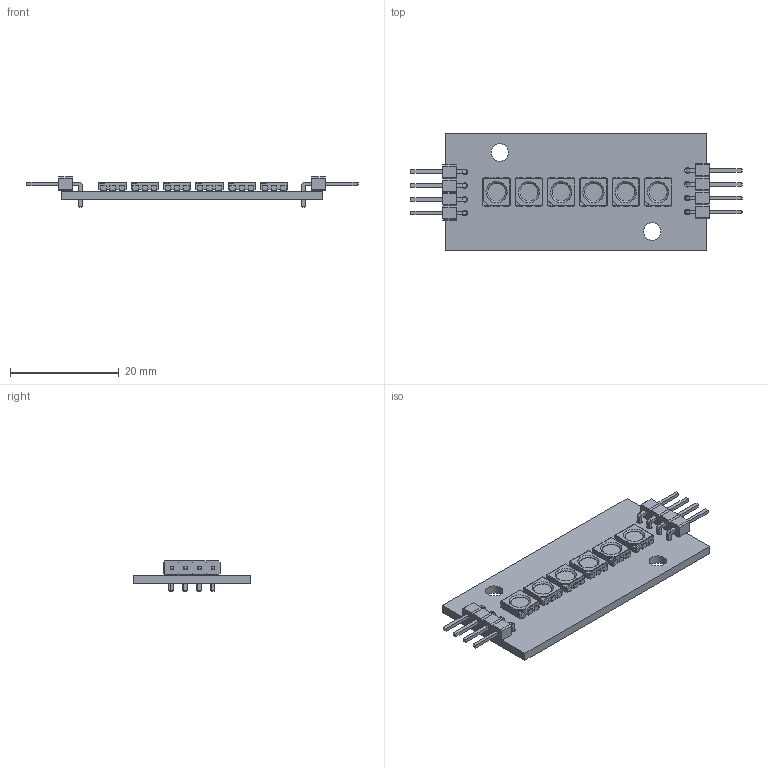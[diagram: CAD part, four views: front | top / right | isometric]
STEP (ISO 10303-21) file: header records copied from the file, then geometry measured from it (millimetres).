
FILE_DESCRIPTION(('KiCad electronic assembly'),'2;1');
FILE_NAME('Internal Body LED Strips.step','2023-09-14T13:18:04',( 'Pcbnew'),('Kicad'),'Open CASCADE STEP processor 7.6', 'KiCad to STEP converter','Unknown');
FILE_SCHEMA(('AUTOMOTIVE_DESIGN { 1 0 10303 214 1 1 1 1 }'));
Length unit declared in the file: millimetre
Products named in the file (6): Internal Body LED Strips 1; PinHeader_1x04_P2.54mm_Horizontal; SOLID; LED_RGB_5050-6; Internal Body LED Strips PCB
Assembly tree (11 placements, depth 3):
  Internal Body LED Strips 1
    PinHeader_1x04_P2.54mm_Horizontal  x2
      SOLID
    LED_RGB_5050-6  x6
      SOLID
    Internal Body LED Strips PCB
Bounding box: 60.97 x 21.5 x 5.54 mm (x, y, z)
Volume: 1982.2 mm3; surface area: 3377.1 mm2
Topology: 9 solids, 9 shells, 840 faces, 2516 edges, 1644 vertices
Faces by surface type: bspline 824, cylinder 10, plane 6
Full cylindrical faces by diameter (mm): 1 x8, 3.2 x2
Entity records: 15662 total; most frequent: CARTESIAN_POINT 5488, B_SPLINE_CURVE_WITH_KNOTS 1615, ORIENTED_EDGE 1274, PCURVE 1274, DEFINITIONAL_REPRESENTATION 1274, EDGE_CURVE 637, SURFACE_CURVE 625, VERTEX_POINT 412
